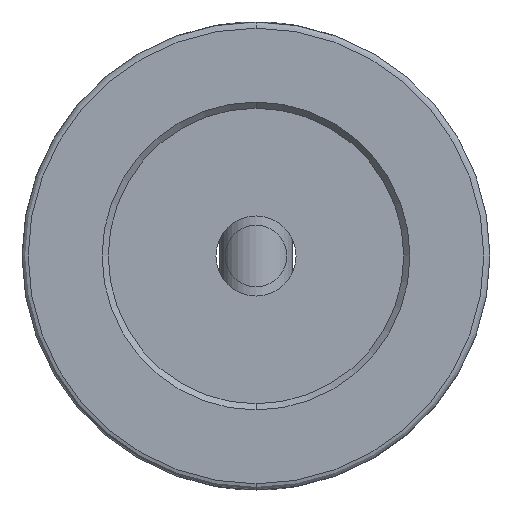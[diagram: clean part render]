
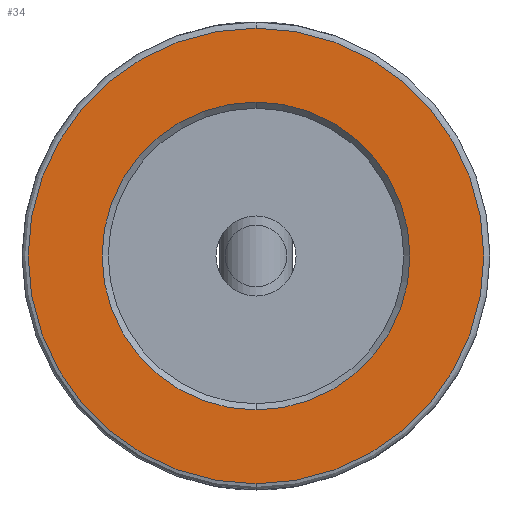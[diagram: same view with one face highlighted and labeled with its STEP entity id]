
A CAD part, front view. The second image highlights one B-rep face of the part: STEP entity #34.
In plain terms, the highlighted planar face has unit normal (0, -1, 0).
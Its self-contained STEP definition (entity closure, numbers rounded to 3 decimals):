
#2 = VERTEX_POINT ( 'NONE', #178 ) ;
#18 = FACE_OUTER_BOUND ( 'NONE', #656, .T. ) ;
#34 = ADVANCED_FACE ( 'NONE', ( #322, #18 ), #745, .F. ) ;
#48 = DIRECTION ( 'NONE',  ( 0., 0., 1. ) ) ;
#59 = CARTESIAN_POINT ( 'NONE',  ( -85.227, -504.261, 418.5 ) ) ;
#93 = CARTESIAN_POINT ( 'NONE',  ( -85.227, -504.261, 400. ) ) ;
#124 = ORIENTED_EDGE ( 'NONE', *, *, #470, .T. ) ;
#129 = CARTESIAN_POINT ( 'NONE',  ( -85.227, -504.261, 400. ) ) ;
#145 = VERTEX_POINT ( 'NONE', #59 ) ;
#175 = EDGE_CURVE ( 'NONE', #413, #2, #212, .T. ) ;
#178 = CARTESIAN_POINT ( 'NONE',  ( -85.227, -504.261, 387.5 ) ) ;
#183 = CARTESIAN_POINT ( 'NONE',  ( -85.227, -504.261, 412.5 ) ) ;
#212 = CIRCLE ( 'NONE', #484, 12.5 ) ;
#305 = CIRCLE ( 'NONE', #645, 18.5 ) ;
#322 = FACE_BOUND ( 'NONE', #562, .T. ) ;
#343 = DIRECTION ( 'NONE',  ( 0., 0., 1. ) ) ;
#413 = VERTEX_POINT ( 'NONE', #183 ) ;
#419 = DIRECTION ( 'NONE',  ( 0., -1., 0. ) ) ;
#456 = DIRECTION ( 'NONE',  ( 0., -1., 0. ) ) ;
#459 = CARTESIAN_POINT ( 'NONE',  ( -85.227, -504.261, 400. ) ) ;
#462 = DIRECTION ( 'NONE',  ( 0., 0., 1. ) ) ;
#470 = EDGE_CURVE ( 'NONE', #2, #413, #650, .T. ) ;
#476 = AXIS2_PLACEMENT_3D ( 'NONE', #129, #419, #343 ) ;
#480 = CARTESIAN_POINT ( 'NONE',  ( -85.227, -504.261, 400. ) ) ;
#484 = AXIS2_PLACEMENT_3D ( 'NONE', #839, #771, #697 ) ;
#493 = ORIENTED_EDGE ( 'NONE', *, *, #711, .T. ) ;
#562 = EDGE_LOOP ( 'NONE', ( #601, #124 ) ) ;
#563 = AXIS2_PLACEMENT_3D ( 'NONE', #459, #884, #462 ) ;
#601 = ORIENTED_EDGE ( 'NONE', *, *, #175, .T. ) ;
#602 = DIRECTION ( 'NONE',  ( 0., 0., 1. ) ) ;
#615 = DIRECTION ( 'NONE',  ( 0., 1., 0. ) ) ;
#645 = AXIS2_PLACEMENT_3D ( 'NONE', #93, #456, #602 ) ;
#650 = CIRCLE ( 'NONE', #895, 12.5 ) ;
#656 = EDGE_LOOP ( 'NONE', ( #827, #493 ) ) ;
#697 = DIRECTION ( 'NONE',  ( 0., 0., 1. ) ) ;
#711 = EDGE_CURVE ( 'NONE', #872, #145, #305, .T. ) ;
#715 = CARTESIAN_POINT ( 'NONE',  ( -85.227, -504.261, 381.5 ) ) ;
#745 = PLANE ( 'NONE',  #563 ) ;
#751 = CIRCLE ( 'NONE', #476, 18.5 ) ;
#771 = DIRECTION ( 'NONE',  ( 0., 1., 0. ) ) ;
#827 = ORIENTED_EDGE ( 'NONE', *, *, #880, .T. ) ;
#839 = CARTESIAN_POINT ( 'NONE',  ( -85.227, -504.261, 400. ) ) ;
#872 = VERTEX_POINT ( 'NONE', #715 ) ;
#880 = EDGE_CURVE ( 'NONE', #145, #872, #751, .T. ) ;
#884 = DIRECTION ( 'NONE',  ( 0., 1., 0. ) ) ;
#895 = AXIS2_PLACEMENT_3D ( 'NONE', #480, #615, #48 ) ;
